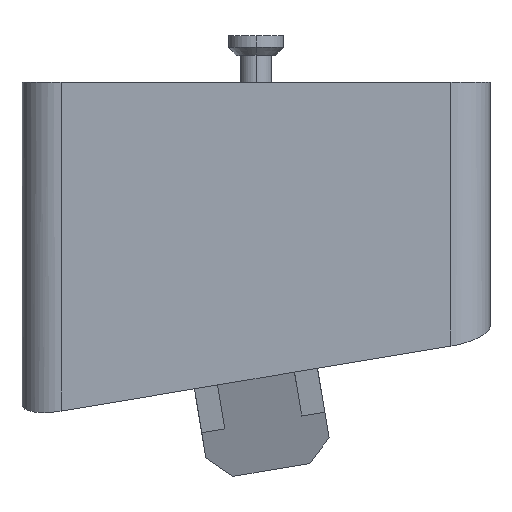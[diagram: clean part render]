
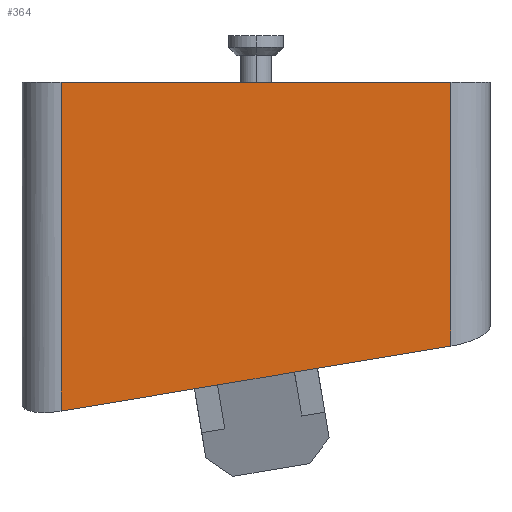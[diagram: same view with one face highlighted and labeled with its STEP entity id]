
A CAD part, top view. The second image highlights one B-rep face of the part: STEP entity #364.
In plain terms, the highlighted planar face has unit normal (0, 0, 1).
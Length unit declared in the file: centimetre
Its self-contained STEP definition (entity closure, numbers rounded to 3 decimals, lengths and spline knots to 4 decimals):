
#2 = VERTEX_POINT ( 'NONE', #536 ) ;
#14 = LINE ( 'NONE', #660, #173 ) ;
#35 = VERTEX_POINT ( 'NONE', #738 ) ;
#57 = EDGE_CURVE ( 'NONE', #493, #787, #120, .T. ) ;
#66 = PLANE ( 'NONE',  #152 ) ;
#74 = CARTESIAN_POINT ( 'NONE',  ( 0.6811, -4.0865, 9. ) ) ;
#112 = VECTOR ( 'NONE', #388, 100. ) ;
#120 = LINE ( 'NONE', #1073, #606 ) ;
#138 = DIRECTION ( 'NONE',  ( 0., 1., 0. ) ) ;
#142 = CARTESIAN_POINT ( 'NONE',  ( 0.5, -4.1167, 9. ) ) ;
#147 = DIRECTION ( 'NONE',  ( 1., 0., 0. ) ) ;
#152 = AXIS2_PLACEMENT_3D ( 'NONE', #229, #572, #147 ) ;
#169 = EDGE_LOOP ( 'NONE', ( #799, #258, #976, #716, #1032, #548 ) ) ;
#173 = VECTOR ( 'NONE', #901, 100. ) ;
#178 = EDGE_CURVE ( 'NONE', #2, #787, #718, .T. ) ;
#192 = EDGE_CURVE ( 'NONE', #360, #35, #299, .T. ) ;
#194 = LINE ( 'NONE', #239, #1012 ) ;
#222 = CARTESIAN_POINT ( 'NONE',  ( 6., 0.1, 9. ) ) ;
#229 = CARTESIAN_POINT ( 'NONE',  ( 6., -0.2, 9. ) ) ;
#239 = CARTESIAN_POINT ( 'NONE',  ( 0.5, -0.2, 9. ) ) ;
#258 = ORIENTED_EDGE ( 'NONE', *, *, #57, .T. ) ;
#274 = FACE_OUTER_BOUND ( 'NONE', #169, .T. ) ;
#279 = VERTEX_POINT ( 'NONE', #142 ) ;
#299 = LINE ( 'NONE', #74, #731 ) ;
#360 = VERTEX_POINT ( 'NONE', #659 ) ;
#364 = ADVANCED_FACE ( 'NONE', ( #274 ), #66, .T. ) ;
#386 = CARTESIAN_POINT ( 'NONE',  ( 5.5, 0.1, 9. ) ) ;
#388 = DIRECTION ( 'NONE',  ( 1., 0., 0. ) ) ;
#450 = LINE ( 'NONE', #908, #459 ) ;
#459 = VECTOR ( 'NONE', #815, 100. ) ;
#474 = EDGE_CURVE ( 'NONE', #2, #279, #194, .T. ) ;
#493 = VERTEX_POINT ( 'NONE', #587 ) ;
#536 = CARTESIAN_POINT ( 'NONE',  ( 0.5, 0.1, 9. ) ) ;
#548 = ORIENTED_EDGE ( 'NONE', *, *, #192, .T. ) ;
#572 = DIRECTION ( 'NONE',  ( 0., 0., 1. ) ) ;
#587 = CARTESIAN_POINT ( 'NONE',  ( 5.5, -3.2833, 9. ) ) ;
#606 = VECTOR ( 'NONE', #138, 100. ) ;
#659 = CARTESIAN_POINT ( 'NONE',  ( 2.5068, -3.7822, 9. ) ) ;
#660 = CARTESIAN_POINT ( 'NONE',  ( 4.3492, -3.4751, 9. ) ) ;
#716 = ORIENTED_EDGE ( 'NONE', *, *, #474, .T. ) ;
#718 = LINE ( 'NONE', #222, #112 ) ;
#731 = VECTOR ( 'NONE', #987, 100. ) ;
#738 = CARTESIAN_POINT ( 'NONE',  ( 3.4932, -3.6178, 9. ) ) ;
#787 = VERTEX_POINT ( 'NONE', #386 ) ;
#799 = ORIENTED_EDGE ( 'NONE', *, *, #899, .T. ) ;
#815 = DIRECTION ( 'NONE',  ( 0.986, 0.164, 0. ) ) ;
#845 = DIRECTION ( 'NONE',  ( 0., -1., 0. ) ) ;
#866 = EDGE_CURVE ( 'NONE', #279, #360, #14, .T. ) ;
#899 = EDGE_CURVE ( 'NONE', #35, #493, #450, .T. ) ;
#901 = DIRECTION ( 'NONE',  ( 0.986, 0.164, 0. ) ) ;
#908 = CARTESIAN_POINT ( 'NONE',  ( 4.3492, -3.4751, 9. ) ) ;
#976 = ORIENTED_EDGE ( 'NONE', *, *, #178, .F. ) ;
#987 = DIRECTION ( 'NONE',  ( 0.986, 0.164, 0. ) ) ;
#1012 = VECTOR ( 'NONE', #845, 100. ) ;
#1032 = ORIENTED_EDGE ( 'NONE', *, *, #866, .T. ) ;
#1073 = CARTESIAN_POINT ( 'NONE',  ( 5.5, -0.2, 9. ) ) ;
